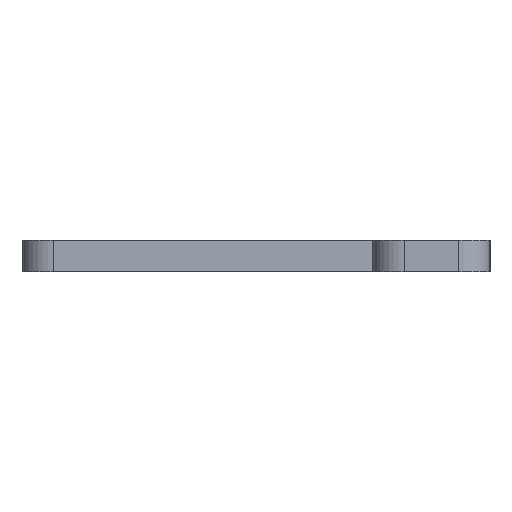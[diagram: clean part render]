
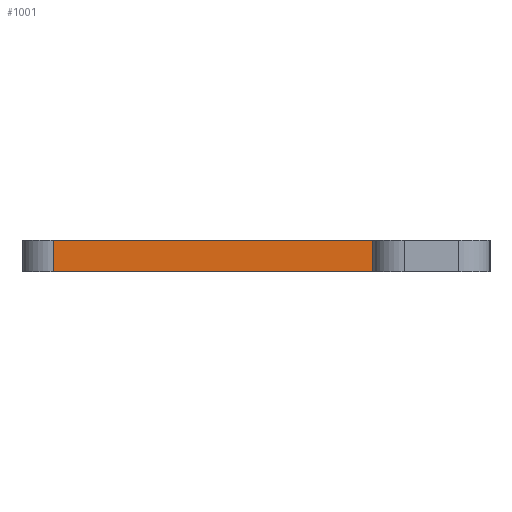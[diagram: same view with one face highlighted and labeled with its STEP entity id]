
A CAD part, left-side view. The second image highlights one B-rep face of the part: STEP entity #1001.
In plain terms, the highlighted planar face has unit normal (-1, 0, 0).
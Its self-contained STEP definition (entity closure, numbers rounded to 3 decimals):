
#109 = VERTEX_POINT('',#110);
#110 = CARTESIAN_POINT('',(-23.,0.,0.));
#116 = EDGE_CURVE('',#109,#117,#119,.T.);
#117 = VERTEX_POINT('',#118);
#118 = CARTESIAN_POINT('',(-23.,41.,0.));
#119 = LINE('',#120,#121);
#120 = CARTESIAN_POINT('',(-23.,0.,0.));
#121 = VECTOR('',#122,1.);
#122 = DIRECTION('',(0.,1.,0.));
#959 = VERTEX_POINT('',#960);
#960 = CARTESIAN_POINT('',(-23.,0.,4.));
#966 = EDGE_CURVE('',#109,#959,#967,.T.);
#967 = LINE('',#968,#969);
#968 = CARTESIAN_POINT('',(-23.,0.,0.));
#969 = VECTOR('',#970,1.);
#970 = DIRECTION('',(0.,0.,1.));
#1001 = ADVANCED_FACE('',(#1002),#1020,.T.);
#1002 = FACE_BOUND('',#1003,.T.);
#1003 = EDGE_LOOP('',(#1004,#1005,#1006,#1014));
#1004 = ORIENTED_EDGE('',*,*,#116,.F.);
#1005 = ORIENTED_EDGE('',*,*,#966,.T.);
#1006 = ORIENTED_EDGE('',*,*,#1007,.T.);
#1007 = EDGE_CURVE('',#959,#1008,#1010,.T.);
#1008 = VERTEX_POINT('',#1009);
#1009 = CARTESIAN_POINT('',(-23.,41.,4.));
#1010 = LINE('',#1011,#1012);
#1011 = CARTESIAN_POINT('',(-23.,0.,4.));
#1012 = VECTOR('',#1013,1.);
#1013 = DIRECTION('',(0.,1.,0.));
#1014 = ORIENTED_EDGE('',*,*,#1015,.F.);
#1015 = EDGE_CURVE('',#117,#1008,#1016,.T.);
#1016 = LINE('',#1017,#1018);
#1017 = CARTESIAN_POINT('',(-23.,41.,0.));
#1018 = VECTOR('',#1019,1.);
#1019 = DIRECTION('',(0.,0.,1.));
#1020 = PLANE('',#1021);
#1021 = AXIS2_PLACEMENT_3D('',#1022,#1023,#1024);
#1022 = CARTESIAN_POINT('',(-23.,0.,0.));
#1023 = DIRECTION('',(-1.,0.,0.));
#1024 = DIRECTION('',(0.,1.,0.));
